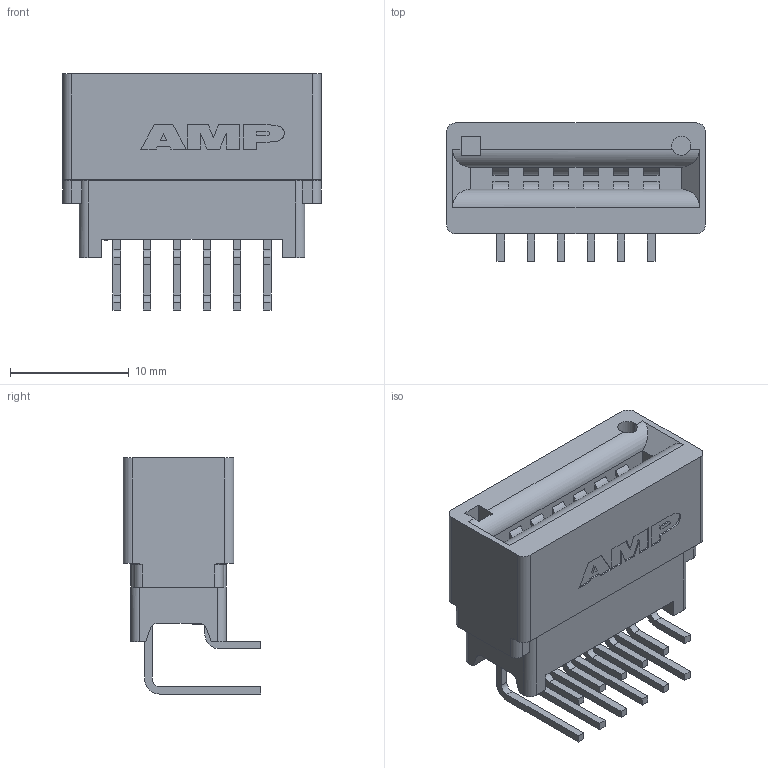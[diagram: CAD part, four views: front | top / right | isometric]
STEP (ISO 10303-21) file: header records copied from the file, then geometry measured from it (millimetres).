
FILE_DESCRIPTION (( 'STEP AP214' ), '1' );
FILE_NAME ('TE c-5650118-3-a-3d.STEP', '2016-04-11T17:20:04', ( '' ), ( '' ), 'SwSTEP 2.0', 'SolidWorks 2015', '' );
FILE_SCHEMA (( 'AUTOMOTIVE_DESIGN' ));
Length unit declared in the file: millimetre
Products named in the file (2): c-5650118-3-a-3d; TE c-5650118-3-a-3d
Assembly tree (1 placements, depth 2):
  TE c-5650118-3-a-3d
    c-5650118-3-a-3d
Bounding box: 21.84 x 11.63 x 19.93 mm (x, y, z)
Volume: 2424.2 mm3; surface area: 1986.3 mm2
Topology: 1 solids, 1 shells, 281 faces, 764 edges, 504 vertices
Faces by surface type: plane 196, cylinder 75, bspline 10
Entity records: 10878 total; most frequent: CARTESIAN_POINT 1894, ORIENTED_EDGE 1528, DIRECTION 1438, EDGE_CURVE 764, LINE 590, VECTOR 590, VERTEX_POINT 504, AXIS2_PLACEMENT_3D 424
